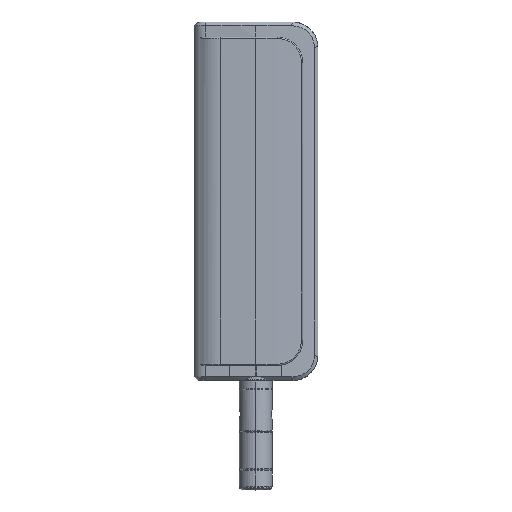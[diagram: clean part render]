
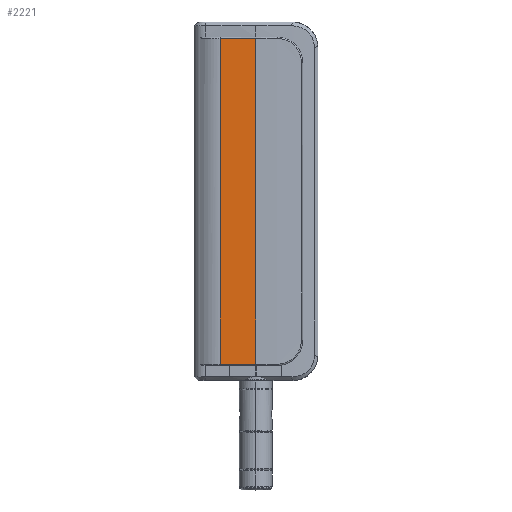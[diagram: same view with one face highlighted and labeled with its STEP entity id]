
A CAD part, top view. The second image highlights one B-rep face of the part: STEP entity #2221.
In plain terms, the highlighted cylindrical face has radius 259.984 mm (diameter 519.967 mm), a partial arc.
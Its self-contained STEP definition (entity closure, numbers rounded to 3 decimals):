
#146 = EDGE_CURVE ( 'NONE', #3659, #513, #3496, .T. ) ;
#513 = VERTEX_POINT ( 'NONE', #5606 ) ;
#1303 = DIRECTION ( 'NONE',  ( 0., 1., 0. ) ) ;
#1485 = DIRECTION ( 'NONE',  ( 0., 0., 1. ) ) ;
#1716 = VERTEX_POINT ( 'NONE', #6835 ) ;
#1723 = DIRECTION ( 'NONE',  ( 0., 1., 0. ) ) ;
#1871 = EDGE_LOOP ( 'NONE', ( #4383, #10135, #7783, #9390 ) ) ;
#2089 = DIRECTION ( 'NONE',  ( 0., 1., 0. ) ) ;
#2221 = ADVANCED_FACE ( 'NONE', ( #3515 ), #6140, .T. ) ;
#2490 = EDGE_CURVE ( 'NONE', #1716, #3659, #9476, .T. ) ;
#3049 = CARTESIAN_POINT ( 'NONE',  ( 60.016, 60.029, 5.09 ) ) ;
#3253 = CARTESIAN_POINT ( 'NONE',  ( 64.673, -69.447, 5.341 ) ) ;
#3496 = B_SPLINE_CURVE_WITH_KNOTS ( 'NONE', 3,
 ( #5618, #9982, #8393, #3847 ),
 .UNSPECIFIED., .F., .F.,
 ( 4, 4 ),
 ( 0., 1. ),
 .UNSPECIFIED. ) ;
#3515 = FACE_OUTER_BOUND ( 'NONE', #1871, .T. ) ;
#3646 = VECTOR ( 'NONE', #2089, 1000. ) ;
#3659 = VERTEX_POINT ( 'NONE', #9808 ) ;
#3847 = CARTESIAN_POINT ( 'NONE',  ( 60.016, 59.447, 5.09 ) ) ;
#4074 = CARTESIAN_POINT ( 'NONE',  ( 74., -69.447, 5.467 ) ) ;
#4383 = ORIENTED_EDGE ( 'NONE', *, *, #5748, .T. ) ;
#4563 = LINE ( 'NONE', #3049, #6784 ) ;
#5576 = CARTESIAN_POINT ( 'NONE',  ( 74., -69.947, 5.467 ) ) ;
#5606 = CARTESIAN_POINT ( 'NONE',  ( 60.016, 59.447, 5.09 ) ) ;
#5618 = CARTESIAN_POINT ( 'NONE',  ( 74., 59.447, 5.467 ) ) ;
#5748 = EDGE_CURVE ( 'NONE', #7985, #1716, #8554, .T. ) ;
#6140 = CYLINDRICAL_SURFACE ( 'NONE', #11460, 259.984 ) ;
#6717 = CARTESIAN_POINT ( 'NONE',  ( 74., -69.947, -254.517 ) ) ;
#6784 = VECTOR ( 'NONE', #1303, 1000. ) ;
#6835 = CARTESIAN_POINT ( 'NONE',  ( 74., -69.447, 5.467 ) ) ;
#7703 = EDGE_CURVE ( 'NONE', #7985, #513, #4563, .T. ) ;
#7783 = ORIENTED_EDGE ( 'NONE', *, *, #146, .T. ) ;
#7985 = VERTEX_POINT ( 'NONE', #11405 ) ;
#8393 = CARTESIAN_POINT ( 'NONE',  ( 64.673, 59.447, 5.341 ) ) ;
#8554 = B_SPLINE_CURVE_WITH_KNOTS ( 'NONE', 3,
 ( #10321, #3253, #11046, #4074 ),
 .UNSPECIFIED., .F., .F.,
 ( 4, 4 ),
 ( 0., 1. ),
 .UNSPECIFIED. ) ;
#9390 = ORIENTED_EDGE ( 'NONE', *, *, #7703, .F. ) ;
#9476 = LINE ( 'NONE', #5576, #3646 ) ;
#9808 = CARTESIAN_POINT ( 'NONE',  ( 74., 59.447, 5.467 ) ) ;
#9982 = CARTESIAN_POINT ( 'NONE',  ( 69.336, 59.447, 5.467 ) ) ;
#10135 = ORIENTED_EDGE ( 'NONE', *, *, #2490, .T. ) ;
#10321 = CARTESIAN_POINT ( 'NONE',  ( 60.016, -69.447, 5.09 ) ) ;
#11046 = CARTESIAN_POINT ( 'NONE',  ( 69.336, -69.447, 5.467 ) ) ;
#11405 = CARTESIAN_POINT ( 'NONE',  ( 60.016, -69.447, 5.09 ) ) ;
#11460 = AXIS2_PLACEMENT_3D ( 'NONE', #6717, #1723, #1485 ) ;
